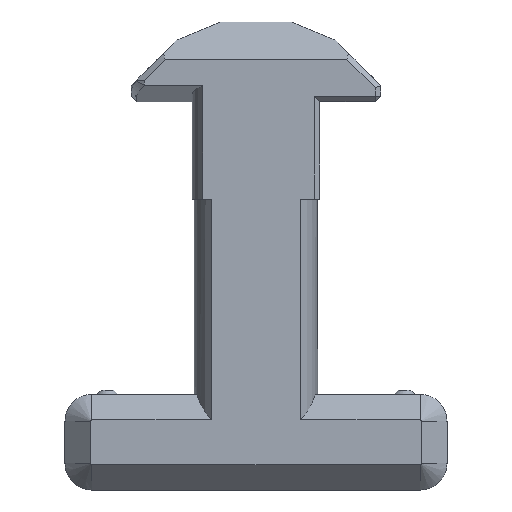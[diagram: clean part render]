
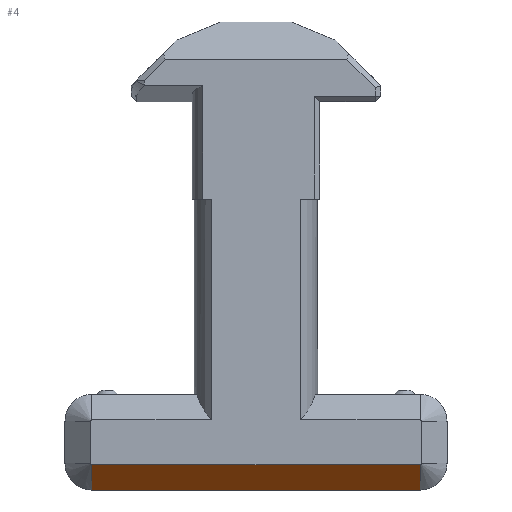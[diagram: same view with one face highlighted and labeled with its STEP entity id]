
A CAD part, front view. The second image highlights one B-rep face of the part: STEP entity #4.
In plain terms, the highlighted planar face has unit normal (0, -0.707, -0.707).
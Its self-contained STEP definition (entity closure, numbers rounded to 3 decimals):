
#4 = ADVANCED_FACE ( 'NONE', ( #2182 ), #2417, .T. ) ;
#105 = CARTESIAN_POINT ( 'NONE',  ( 0., -0.8, -4.5 ) ) ;
#115 = EDGE_CURVE ( 'NONE', #538, #1173, #1295, .T. ) ;
#333 = VERTEX_POINT ( 'NONE', #1879 ) ;
#357 = EDGE_CURVE ( 'NONE', #333, #1173, #639, .T. ) ;
#468 = ORIENTED_EDGE ( 'NONE', *, *, #2340, .T. ) ;
#538 = VERTEX_POINT ( 'NONE', #1509 ) ;
#553 = DIRECTION ( 'NONE',  ( 0., -0.707, -0.707 ) ) ;
#639 = LINE ( 'NONE', #1456, #2267 ) ;
#715 = CARTESIAN_POINT ( 'NONE',  ( 7.76, -2.007, -3.293 ) ) ;
#797 = CARTESIAN_POINT ( 'NONE',  ( -7.75, -1.4, -3.9 ) ) ;
#889 = VECTOR ( 'NONE', #2573, 1000. ) ;
#1036 = CARTESIAN_POINT ( 'NONE',  ( 7.75, -2., -3.3 ) ) ;
#1173 = VERTEX_POINT ( 'NONE', #1036 ) ;
#1295 = LINE ( 'NONE', #1731, #2132 ) ;
#1355 = DIRECTION ( 'NONE',  ( -1., 0., 0. ) ) ;
#1379 = DIRECTION ( 'NONE',  ( 0., -0.707, 0.707 ) ) ;
#1406 = EDGE_CURVE ( 'NONE', #2384, #333, #2452, .T. ) ;
#1456 = CARTESIAN_POINT ( 'NONE',  ( 0., -2., -3.3 ) ) ;
#1467 = DIRECTION ( 'NONE',  ( 1., 0., 0. ) ) ;
#1509 = CARTESIAN_POINT ( 'NONE',  ( 7.75, -0.8, -4.5 ) ) ;
#1566 = LINE ( 'NONE', #105, #889 ) ;
#1731 = CARTESIAN_POINT ( 'NONE',  ( 7.75, -1.4, -3.9 ) ) ;
#1874 = AXIS2_PLACEMENT_3D ( 'NONE', #715, #553, #1355 ) ;
#1879 = CARTESIAN_POINT ( 'NONE',  ( -7.75, -2., -3.3 ) ) ;
#1990 = CARTESIAN_POINT ( 'NONE',  ( -7.75, -0.8, -4.5 ) ) ;
#2016 = ORIENTED_EDGE ( 'NONE', *, *, #1406, .F. ) ;
#2078 = ORIENTED_EDGE ( 'NONE', *, *, #115, .T. ) ;
#2132 = VECTOR ( 'NONE', #2344, 1000. ) ;
#2182 = FACE_OUTER_BOUND ( 'NONE', #2416, .T. ) ;
#2204 = ORIENTED_EDGE ( 'NONE', *, *, #357, .F. ) ;
#2267 = VECTOR ( 'NONE', #1467, 1000. ) ;
#2340 = EDGE_CURVE ( 'NONE', #2384, #538, #1566, .T. ) ;
#2344 = DIRECTION ( 'NONE',  ( 0., -0.707, 0.707 ) ) ;
#2384 = VERTEX_POINT ( 'NONE', #1990 ) ;
#2416 = EDGE_LOOP ( 'NONE', ( #2016, #468, #2078, #2204 ) ) ;
#2417 = PLANE ( 'NONE',  #1874 ) ;
#2452 = LINE ( 'NONE', #797, #2689 ) ;
#2573 = DIRECTION ( 'NONE',  ( 1., 0., 0. ) ) ;
#2689 = VECTOR ( 'NONE', #1379, 1000. ) ;
